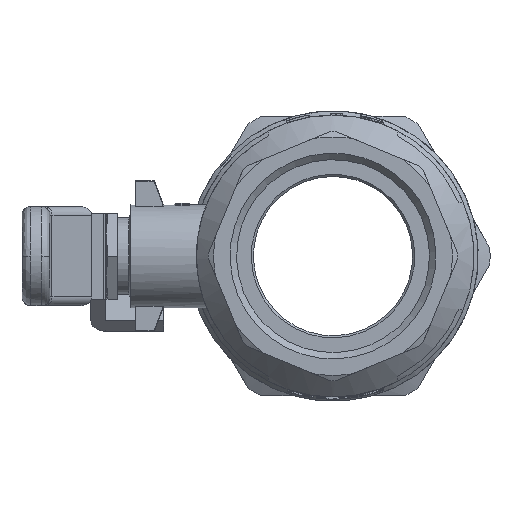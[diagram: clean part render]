
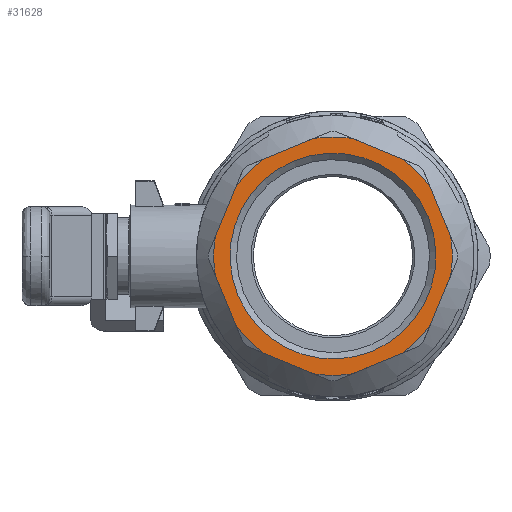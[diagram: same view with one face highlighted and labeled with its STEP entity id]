
A CAD part, left-side view. The second image highlights one B-rep face of the part: STEP entity #31628.
In plain terms, the highlighted face is planar.
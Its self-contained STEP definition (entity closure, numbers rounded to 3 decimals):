
#139=PLANE('',#33786);
#3185=LINE('',#47079,#4718);
#3193=LINE('',#47266,#4726);
#3194=LINE('',#47270,#4727);
#3195=LINE('',#47271,#4728);
#3196=LINE('',#47272,#4729);
#3197=LINE('',#47276,#4730);
#3198=LINE('',#47277,#4731);
#3199=LINE('',#47281,#4732);
#4718=VECTOR('',#38024,1000.);
#4726=VECTOR('',#38058,1000.);
#4727=VECTOR('',#38061,1000.);
#4728=VECTOR('',#38062,1000.);
#4729=VECTOR('',#38063,1000.);
#4730=VECTOR('',#38066,1000.);
#4731=VECTOR('',#38067,1000.);
#4732=VECTOR('',#38070,1000.);
#7038=ORIENTED_EDGE('',*,*,#14429,.F.);
#7039=ORIENTED_EDGE('',*,*,#14430,.T.);
#7040=ORIENTED_EDGE('',*,*,#14431,.F.);
#7041=ORIENTED_EDGE('',*,*,#14390,.T.);
#7042=ORIENTED_EDGE('',*,*,#14432,.F.);
#7043=ORIENTED_EDGE('',*,*,#14412,.T.);
#7044=ORIENTED_EDGE('',*,*,#14408,.F.);
#7045=ORIENTED_EDGE('',*,*,#14401,.T.);
#7046=ORIENTED_EDGE('',*,*,#14433,.F.);
#7047=ORIENTED_EDGE('',*,*,#14434,.T.);
#7048=ORIENTED_EDGE('',*,*,#14435,.F.);
#7049=ORIENTED_EDGE('',*,*,#14427,.T.);
#7050=ORIENTED_EDGE('',*,*,#14436,.F.);
#7051=ORIENTED_EDGE('',*,*,#14437,.T.);
#7052=ORIENTED_EDGE('',*,*,#14438,.F.);
#7053=ORIENTED_EDGE('',*,*,#14420,.T.);
#7054=ORIENTED_EDGE('',*,*,#14439,.F.);
#14390=EDGE_CURVE('',#18090,#18089,#19878,.T.);
#14401=EDGE_CURVE('',#18099,#18097,#19882,.T.);
#14408=EDGE_CURVE('',#18099,#18105,#3185,.T.);
#14412=EDGE_CURVE('',#18107,#18105,#19886,.T.);
#14420=EDGE_CURVE('',#18112,#18111,#19888,.T.);
#14427=EDGE_CURVE('',#18116,#18115,#19891,.T.);
#14429=EDGE_CURVE('',#18117,#18111,#3193,.T.);
#14430=EDGE_CURVE('',#18117,#18118,#19892,.T.);
#14431=EDGE_CURVE('',#18090,#18118,#3194,.T.);
#14432=EDGE_CURVE('',#18107,#18089,#3195,.T.);
#14433=EDGE_CURVE('',#18119,#18097,#3196,.T.);
#14434=EDGE_CURVE('',#18119,#18120,#19893,.T.);
#14435=EDGE_CURVE('',#18116,#18120,#3197,.T.);
#14436=EDGE_CURVE('',#18121,#18115,#3198,.T.);
#14437=EDGE_CURVE('',#18121,#18122,#19894,.T.);
#14438=EDGE_CURVE('',#18112,#18122,#3199,.T.);
#14439=EDGE_CURVE('',#18123,#18123,#19895,.T.);
#18089=VERTEX_POINT('',#46991);
#18090=VERTEX_POINT('',#46993);
#18097=VERTEX_POINT('',#47050);
#18099=VERTEX_POINT('',#47053);
#18105=VERTEX_POINT('',#47080);
#18107=VERTEX_POINT('',#47174);
#18111=VERTEX_POINT('',#47211);
#18112=VERTEX_POINT('',#47213);
#18115=VERTEX_POINT('',#47249);
#18116=VERTEX_POINT('',#47251);
#18117=VERTEX_POINT('',#47267);
#18118=VERTEX_POINT('',#47269);
#18119=VERTEX_POINT('',#47273);
#18120=VERTEX_POINT('',#47275);
#18121=VERTEX_POINT('',#47278);
#18122=VERTEX_POINT('',#47280);
#18123=VERTEX_POINT('',#47283);
#19878=CIRCLE('',#33760,27.725);
#19882=CIRCLE('',#33768,27.725);
#19886=CIRCLE('',#33775,27.725);
#19888=CIRCLE('',#33779,27.725);
#19891=CIRCLE('',#33785,27.725);
#19892=CIRCLE('',#33787,27.725);
#19893=CIRCLE('',#33788,27.725);
#19894=CIRCLE('',#33789,27.725);
#19895=CIRCLE('',#33790,23.923);
#20264=EDGE_LOOP('',(#7038,#7039,#7040,#7041,#7042,#7043,#7044,#7045,#7046,
#7047,#7048,#7049,#7050,#7051,#7052,#7053));
#20265=EDGE_LOOP('',(#7054));
#21788=FACE_BOUND('',#20264,.T.);
#21789=FACE_BOUND('',#20265,.T.);
#31628=ADVANCED_FACE('',(#21788,#21789),#139,.T.);
#33760=AXIS2_PLACEMENT_3D('',#46992,#37990,#37991);
#33768=AXIS2_PLACEMENT_3D('',#47052,#38010,#38011);
#33775=AXIS2_PLACEMENT_3D('',#47173,#38028,#38029);
#33779=AXIS2_PLACEMENT_3D('',#47212,#38040,#38041);
#33785=AXIS2_PLACEMENT_3D('',#47250,#38054,#38055);
#33786=AXIS2_PLACEMENT_3D('',#47265,#38056,#38057);
#33787=AXIS2_PLACEMENT_3D('',#47268,#38059,#38060);
#33788=AXIS2_PLACEMENT_3D('',#47274,#38064,#38065);
#33789=AXIS2_PLACEMENT_3D('',#47279,#38068,#38069);
#33790=AXIS2_PLACEMENT_3D('',#47282,#38071,#38072);
#37990=DIRECTION('',(0.,0.,1.));
#37991=DIRECTION('',(0.924,-0.383,0.));
#38010=DIRECTION('',(0.,0.,1.));
#38011=DIRECTION('',(0.924,-0.383,0.));
#38024=DIRECTION('',(-0.383,0.924,0.));
#38028=DIRECTION('',(0.,0.,1.));
#38029=DIRECTION('',(0.924,-0.383,0.));
#38040=DIRECTION('',(0.,0.,1.));
#38041=DIRECTION('',(0.924,-0.383,0.));
#38054=DIRECTION('',(0.,0.,1.));
#38055=DIRECTION('',(0.924,-0.383,0.));
#38056=DIRECTION('',(0.,0.,1.));
#38057=DIRECTION('',(1.,0.,0.));
#38058=DIRECTION('',(0.924,-0.383,0.));
#38059=DIRECTION('',(0.,0.,1.));
#38060=DIRECTION('',(0.924,-0.383,0.));
#38061=DIRECTION('',(0.924,0.383,0.));
#38062=DIRECTION('',(0.383,0.924,0.));
#38063=DIRECTION('',(-0.924,0.383,0.));
#38064=DIRECTION('',(0.,0.,1.));
#38065=DIRECTION('',(0.924,-0.383,0.));
#38066=DIRECTION('',(-0.924,-0.383,0.));
#38067=DIRECTION('',(-0.383,-0.924,0.));
#38068=DIRECTION('',(0.,0.,1.));
#38069=DIRECTION('',(0.924,-0.383,0.));
#38070=DIRECTION('',(0.383,-0.924,0.));
#38071=DIRECTION('',(0.,0.,1.));
#38072=DIRECTION('',(0.924,-0.383,0.));
#46991=CARTESIAN_POINT('',(-22.535,16.15,64.5));
#46992=CARTESIAN_POINT('',(0.,0.,64.5));
#46993=CARTESIAN_POINT('',(-16.15,22.535,64.5));
#47050=CARTESIAN_POINT('',(-16.15,-22.535,64.5));
#47052=CARTESIAN_POINT('',(0.,0.,64.5));
#47053=CARTESIAN_POINT('',(-22.535,-16.15,64.5));
#47079=CARTESIAN_POINT('',(-31.338,5.103,64.5));
#47080=CARTESIAN_POINT('',(-27.355,-4.515,64.5));
#47173=CARTESIAN_POINT('',(0.,0.,64.5));
#47174=CARTESIAN_POINT('',(-27.355,4.515,64.5));
#47211=CARTESIAN_POINT('',(16.15,22.535,64.5));
#47212=CARTESIAN_POINT('',(0.,0.,64.5));
#47213=CARTESIAN_POINT('',(22.535,16.15,64.5));
#47249=CARTESIAN_POINT('',(22.535,-16.15,64.5));
#47250=CARTESIAN_POINT('',(0.,0.,64.5));
#47251=CARTESIAN_POINT('',(16.15,-22.535,64.5));
#47265=CARTESIAN_POINT('',(20.443,-16.345,64.5));
#47266=CARTESIAN_POINT('',(33.56,15.323,64.5));
#47267=CARTESIAN_POINT('',(4.515,27.355,64.5));
#47268=CARTESIAN_POINT('',(0.,0.,64.5));
#47269=CARTESIAN_POINT('',(-4.515,27.355,64.5));
#47270=CARTESIAN_POINT('',(-44.786,10.674,64.5));
#47271=CARTESIAN_POINT('',(-27.73,3.609,64.5));
#47272=CARTESIAN_POINT('',(12.896,-34.566,64.5));
#47273=CARTESIAN_POINT('',(-4.515,-27.355,64.5));
#47274=CARTESIAN_POINT('',(0.,0.,64.5));
#47275=CARTESIAN_POINT('',(4.515,-27.355,64.5));
#47276=CARTESIAN_POINT('',(25.768,-18.551,64.5));
#47277=CARTESIAN_POINT('',(22.16,-17.056,64.5));
#47278=CARTESIAN_POINT('',(27.355,-4.515,64.5));
#47279=CARTESIAN_POINT('',(0.,0.,64.5));
#47280=CARTESIAN_POINT('',(27.355,4.515,64.5));
#47281=CARTESIAN_POINT('',(28.219,2.428,64.5));
#47282=CARTESIAN_POINT('',(0.,0.,64.5));
#47283=CARTESIAN_POINT('',(22.102,-9.155,64.5));
